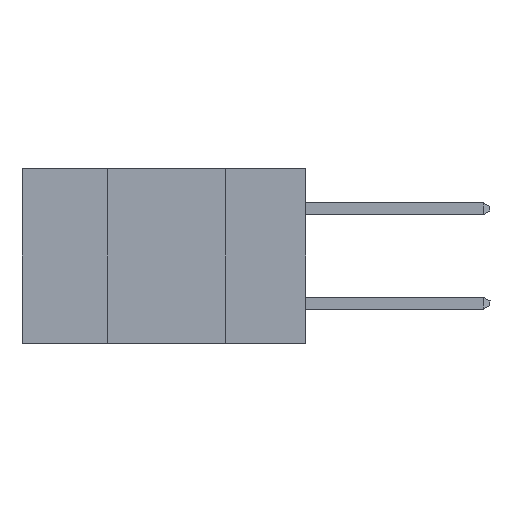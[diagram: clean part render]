
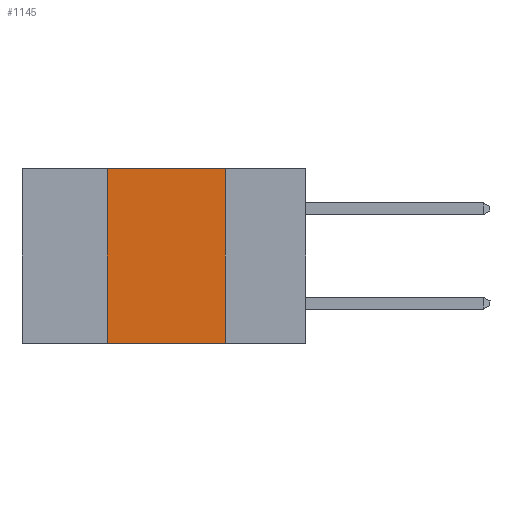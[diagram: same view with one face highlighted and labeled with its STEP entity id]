
A CAD part, left-side view. The second image highlights one B-rep face of the part: STEP entity #1145.
In plain terms, the highlighted planar face has unit normal (-1, 0, 0).
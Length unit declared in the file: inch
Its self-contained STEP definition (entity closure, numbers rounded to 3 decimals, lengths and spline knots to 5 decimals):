
#794 = VERTEX_POINT ( 'NONE', #3282 ) ;
#869 = EDGE_CURVE ( 'NONE', #794, #13182, #2022, .T. ) ;
#1145 = ADVANCED_FACE ( 'NONE', ( #9159 ), #14115, .F. ) ;
#1154 = EDGE_LOOP ( 'NONE', ( #17942, #6238, #6684, #8380 ) ) ;
#2022 = LINE ( 'NONE', #9192, #15366 ) ;
#2553 = EDGE_CURVE ( 'NONE', #8151, #10204, #9767, .T. ) ;
#2558 = LINE ( 'NONE', #12786, #16825 ) ;
#3282 = CARTESIAN_POINT ( 'NONE',  ( 0., 0.42, 0. ) ) ;
#3885 = CARTESIAN_POINT ( 'NONE',  ( 0., 0.6, 0. ) ) ;
#3948 = DIRECTION ( 'NONE',  ( 1., 0., 0. ) ) ;
#5487 = DIRECTION ( 'NONE',  ( 0., 0., -1. ) ) ;
#5494 = VECTOR ( 'NONE', #5789, 39.37008 ) ;
#5789 = DIRECTION ( 'NONE',  ( 0., 0., -1. ) ) ;
#6225 = DIRECTION ( 'NONE',  ( 0., -1., 0. ) ) ;
#6238 = ORIENTED_EDGE ( 'NONE', *, *, #869, .F. ) ;
#6684 = ORIENTED_EDGE ( 'NONE', *, *, #7977, .F. ) ;
#7240 = CARTESIAN_POINT ( 'NONE',  ( 0., 0.6, -0.37 ) ) ;
#7977 = EDGE_CURVE ( 'NONE', #8151, #794, #2558, .T. ) ;
#8151 = VERTEX_POINT ( 'NONE', #10166 ) ;
#8380 = ORIENTED_EDGE ( 'NONE', *, *, #2553, .T. ) ;
#9159 = FACE_OUTER_BOUND ( 'NONE', #1154, .T. ) ;
#9192 = CARTESIAN_POINT ( 'NONE',  ( 0., 0.6, 0. ) ) ;
#9767 = LINE ( 'NONE', #7240, #17855 ) ;
#10166 = CARTESIAN_POINT ( 'NONE',  ( 0., 0.42, -0.37 ) ) ;
#10181 = DIRECTION ( 'NONE',  ( 0., -1., 0. ) ) ;
#10204 = VERTEX_POINT ( 'NONE', #14334 ) ;
#12786 = CARTESIAN_POINT ( 'NONE',  ( 0., 0.42, 0. ) ) ;
#13182 = VERTEX_POINT ( 'NONE', #13891 ) ;
#13340 = LINE ( 'NONE', #17634, #5494 ) ;
#13891 = CARTESIAN_POINT ( 'NONE',  ( 0., 0.17, 0. ) ) ;
#14115 = PLANE ( 'NONE',  #16043 ) ;
#14334 = CARTESIAN_POINT ( 'NONE',  ( 0., 0.17, -0.37 ) ) ;
#15366 = VECTOR ( 'NONE', #6225, 39.37008 ) ;
#15538 = EDGE_CURVE ( 'NONE', #13182, #10204, #13340, .T. ) ;
#16043 = AXIS2_PLACEMENT_3D ( 'NONE', #3885, #3948, #5487 ) ;
#16825 = VECTOR ( 'NONE', #18573, 39.37008 ) ;
#17634 = CARTESIAN_POINT ( 'NONE',  ( 0., 0.17, 0. ) ) ;
#17855 = VECTOR ( 'NONE', #10181, 39.37008 ) ;
#17942 = ORIENTED_EDGE ( 'NONE', *, *, #15538, .F. ) ;
#18573 = DIRECTION ( 'NONE',  ( 0., 0., 1. ) ) ;
